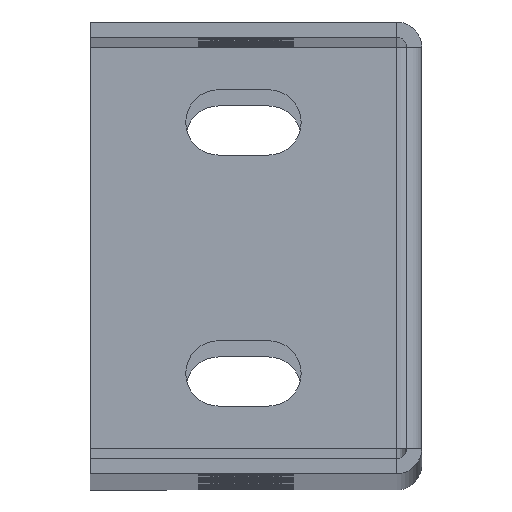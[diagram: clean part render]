
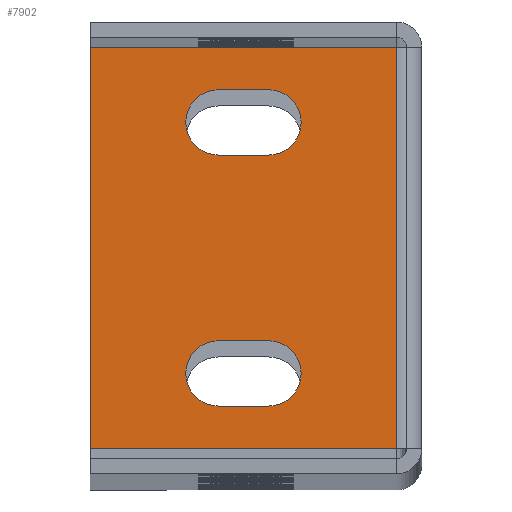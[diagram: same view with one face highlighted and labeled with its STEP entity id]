
A CAD part, top view. The second image highlights one B-rep face of the part: STEP entity #7902.
In plain terms, the highlighted planar face has unit normal (0, 0, 1).
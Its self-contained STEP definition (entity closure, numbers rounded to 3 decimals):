
#25 = VECTOR ( 'NONE', #4998, 1000. ) ;
#287 = VERTEX_POINT ( 'NONE', #4628 ) ;
#295 = VECTOR ( 'NONE', #14227, 1000. ) ;
#355 = DIRECTION ( 'NONE',  ( 0., 0., -1. ) ) ;
#411 = LINE ( 'NONE', #6037, #6006 ) ;
#495 = LINE ( 'NONE', #13467, #25 ) ;
#604 = CIRCLE ( 'NONE', #3261, 3.25 ) ;
#1015 = VECTOR ( 'NONE', #3198, 1000. ) ;
#1244 = EDGE_CURVE ( 'NONE', #13413, #1309, #411, .T. ) ;
#1286 = DIRECTION ( 'NONE',  ( -1., 0., 0. ) ) ;
#1309 = VERTEX_POINT ( 'NONE', #12106 ) ;
#1893 = CARTESIAN_POINT ( 'NONE',  ( -20.25, -10., 923.5 ) ) ;
#1926 = CARTESIAN_POINT ( 'NONE',  ( 0., -2.5, 923.5 ) ) ;
#2264 = ORIENTED_EDGE ( 'NONE', *, *, #14657, .T. ) ;
#2368 = EDGE_CURVE ( 'NONE', #11004, #16500, #14319, .T. ) ;
#2566 = DIRECTION ( 'NONE',  ( 0., 0., -1. ) ) ;
#2634 = CARTESIAN_POINT ( 'NONE',  ( -23.5, -35., 923.5 ) ) ;
#2863 = LINE ( 'NONE', #10991, #4365 ) ;
#3081 = LINE ( 'NONE', #17176, #295 ) ;
#3198 = DIRECTION ( 'NONE',  ( 0., -1., 0. ) ) ;
#3243 = CIRCLE ( 'NONE', #13535, 3.25 ) ;
#3261 = AXIS2_PLACEMENT_3D ( 'NONE', #10909, #17887, #3994 ) ;
#3282 = DIRECTION ( 'NONE',  ( 0., 0., -1. ) ) ;
#3388 = CARTESIAN_POINT ( 'NONE',  ( -20.25, -38.25, 923.5 ) ) ;
#3404 = ORIENTED_EDGE ( 'NONE', *, *, #9570, .T. ) ;
#3709 = CARTESIAN_POINT ( 'NONE',  ( -20.25, -13.25, 923.5 ) ) ;
#3767 = DIRECTION ( 'NONE',  ( -1., 0., 0. ) ) ;
#3774 = ORIENTED_EDGE ( 'NONE', *, *, #12501, .T. ) ;
#3994 = DIRECTION ( 'NONE',  ( -1., 0., 0. ) ) ;
#4365 = VECTOR ( 'NONE', #16592, 1000. ) ;
#4371 = LINE ( 'NONE', #11573, #13269 ) ;
#4515 = EDGE_CURVE ( 'NONE', #6882, #13413, #13940, .T. ) ;
#4628 = CARTESIAN_POINT ( 'NONE',  ( -33., -2.5, 923.5 ) ) ;
#4998 = DIRECTION ( 'NONE',  ( 1., 0., 0. ) ) ;
#5050 = CIRCLE ( 'NONE', #16209, 3.25 ) ;
#5053 = EDGE_CURVE ( 'NONE', #1309, #5155, #17702, .T. ) ;
#5155 = VERTEX_POINT ( 'NONE', #17771 ) ;
#5288 = EDGE_LOOP ( 'NONE', ( #7858, #2264, #9308, #8801, #9417 ) ) ;
#5339 = EDGE_CURVE ( 'NONE', #16330, #287, #13161, .T. ) ;
#5652 = AXIS2_PLACEMENT_3D ( 'NONE', #9407, #2566, #3767 ) ;
#5883 = CARTESIAN_POINT ( 'NONE',  ( -20.25, -35., 923.5 ) ) ;
#6006 = VECTOR ( 'NONE', #10279, 1000. ) ;
#6037 = CARTESIAN_POINT ( 'NONE',  ( 0., -31.75, 923.5 ) ) ;
#6227 = DIRECTION ( 'NONE',  ( 0., 0., -1. ) ) ;
#6297 = ORIENTED_EDGE ( 'NONE', *, *, #7658, .F. ) ;
#6426 = EDGE_CURVE ( 'NONE', #5155, #8580, #2863, .T. ) ;
#6512 = CARTESIAN_POINT ( 'NONE',  ( -15.25, -13.25, 923.5 ) ) ;
#6882 = VERTEX_POINT ( 'NONE', #2634 ) ;
#7087 = VECTOR ( 'NONE', #15981, 1000. ) ;
#7280 = LINE ( 'NONE', #11773, #1015 ) ;
#7350 = DIRECTION ( 'NONE',  ( -1., 0., 0. ) ) ;
#7451 = AXIS2_PLACEMENT_3D ( 'NONE', #12090, #17696, #7680 ) ;
#7512 = ORIENTED_EDGE ( 'NONE', *, *, #5053, .T. ) ;
#7658 = EDGE_CURVE ( 'NONE', #16330, #12794, #3081, .T. ) ;
#7680 = DIRECTION ( 'NONE',  ( -1., 0., 0. ) ) ;
#7858 = ORIENTED_EDGE ( 'NONE', *, *, #2368, .T. ) ;
#7902 = ADVANCED_FACE ( 'NONE', ( #12344, #18046, #15388 ), #9787, .F. ) ;
#8030 = CIRCLE ( 'NONE', #7451, 3.25 ) ;
#8502 = CARTESIAN_POINT ( 'NONE',  ( 0., 0., 923.5 ) ) ;
#8580 = VERTEX_POINT ( 'NONE', #3388 ) ;
#8773 = DIRECTION ( 'NONE',  ( -1., 0., 0. ) ) ;
#8786 = EDGE_CURVE ( 'NONE', #13963, #15962, #4371, .T. ) ;
#8801 = ORIENTED_EDGE ( 'NONE', *, *, #10143, .T. ) ;
#9233 = EDGE_LOOP ( 'NONE', ( #6297, #16941, #3774, #9621 ) ) ;
#9308 = ORIENTED_EDGE ( 'NONE', *, *, #8786, .T. ) ;
#9407 = CARTESIAN_POINT ( 'NONE',  ( -15.25, -35., 923.5 ) ) ;
#9417 = ORIENTED_EDGE ( 'NONE', *, *, #10273, .T. ) ;
#9570 = EDGE_CURVE ( 'NONE', #8580, #6882, #5050, .T. ) ;
#9621 = ORIENTED_EDGE ( 'NONE', *, *, #10506, .T. ) ;
#9787 = PLANE ( 'NONE',  #17656 ) ;
#9955 = ORIENTED_EDGE ( 'NONE', *, *, #6426, .T. ) ;
#10013 = EDGE_LOOP ( 'NONE', ( #15460, #7512, #9955, #3404, #10386 ) ) ;
#10143 = EDGE_CURVE ( 'NONE', #15962, #10754, #3243, .T. ) ;
#10250 = CARTESIAN_POINT ( 'NONE',  ( -20.25, -6.75, 923.5 ) ) ;
#10273 = EDGE_CURVE ( 'NONE', #10754, #11004, #604, .T. ) ;
#10279 = DIRECTION ( 'NONE',  ( 1., 0., 0. ) ) ;
#10386 = ORIENTED_EDGE ( 'NONE', *, *, #4515, .T. ) ;
#10506 = EDGE_CURVE ( 'NONE', #11163, #12794, #495, .T. ) ;
#10699 = CARTESIAN_POINT ( 'NONE',  ( -2.5, -2.5, 923.5 ) ) ;
#10754 = VERTEX_POINT ( 'NONE', #14009 ) ;
#10909 = CARTESIAN_POINT ( 'NONE',  ( -20.25, -10., 923.5 ) ) ;
#10991 = CARTESIAN_POINT ( 'NONE',  ( 0., -38.25, 923.5 ) ) ;
#11004 = VERTEX_POINT ( 'NONE', #10250 ) ;
#11163 = VERTEX_POINT ( 'NONE', #17854 ) ;
#11573 = CARTESIAN_POINT ( 'NONE',  ( 0., -13.25, 923.5 ) ) ;
#11773 = CARTESIAN_POINT ( 'NONE',  ( -33., 0., 923.5 ) ) ;
#11929 = CARTESIAN_POINT ( 'NONE',  ( 0., -6.75, 923.5 ) ) ;
#12090 = CARTESIAN_POINT ( 'NONE',  ( -15.25, -10., 923.5 ) ) ;
#12106 = CARTESIAN_POINT ( 'NONE',  ( -15.25, -31.75, 923.5 ) ) ;
#12344 = FACE_BOUND ( 'NONE', #10013, .T. ) ;
#12501 = EDGE_CURVE ( 'NONE', #287, #11163, #7280, .T. ) ;
#12759 = DIRECTION ( 'NONE',  ( -1., 0., 0. ) ) ;
#12794 = VERTEX_POINT ( 'NONE', #13864 ) ;
#13161 = LINE ( 'NONE', #1926, #13583 ) ;
#13269 = VECTOR ( 'NONE', #12759, 1000. ) ;
#13413 = VERTEX_POINT ( 'NONE', #16201 ) ;
#13467 = CARTESIAN_POINT ( 'NONE',  ( 0., -42.5, 923.5 ) ) ;
#13535 = AXIS2_PLACEMENT_3D ( 'NONE', #1893, #6227, #15988 ) ;
#13583 = VECTOR ( 'NONE', #15842, 1000. ) ;
#13864 = CARTESIAN_POINT ( 'NONE',  ( -2.5, -42.5, 923.5 ) ) ;
#13940 = CIRCLE ( 'NONE', #16298, 3.25 ) ;
#13963 = VERTEX_POINT ( 'NONE', #6512 ) ;
#14009 = CARTESIAN_POINT ( 'NONE',  ( -23.5, -10., 923.5 ) ) ;
#14227 = DIRECTION ( 'NONE',  ( 0., -1., 0. ) ) ;
#14319 = LINE ( 'NONE', #11929, #7087 ) ;
#14657 = EDGE_CURVE ( 'NONE', #16500, #13963, #8030, .T. ) ;
#15381 = CARTESIAN_POINT ( 'NONE',  ( -15.25, -6.75, 923.5 ) ) ;
#15388 = FACE_OUTER_BOUND ( 'NONE', #9233, .T. ) ;
#15460 = ORIENTED_EDGE ( 'NONE', *, *, #1244, .T. ) ;
#15842 = DIRECTION ( 'NONE',  ( -1., 0., 0. ) ) ;
#15962 = VERTEX_POINT ( 'NONE', #3709 ) ;
#15981 = DIRECTION ( 'NONE',  ( 1., 0., 0. ) ) ;
#15988 = DIRECTION ( 'NONE',  ( -1., 0., 0. ) ) ;
#16201 = CARTESIAN_POINT ( 'NONE',  ( -20.25, -31.75, 923.5 ) ) ;
#16209 = AXIS2_PLACEMENT_3D ( 'NONE', #5883, #355, #8773 ) ;
#16298 = AXIS2_PLACEMENT_3D ( 'NONE', #17094, #3282, #7350 ) ;
#16330 = VERTEX_POINT ( 'NONE', #10699 ) ;
#16500 = VERTEX_POINT ( 'NONE', #15381 ) ;
#16592 = DIRECTION ( 'NONE',  ( -1., 0., 0. ) ) ;
#16674 = DIRECTION ( 'NONE',  ( 0., 0., -1. ) ) ;
#16941 = ORIENTED_EDGE ( 'NONE', *, *, #5339, .T. ) ;
#17094 = CARTESIAN_POINT ( 'NONE',  ( -20.25, -35., 923.5 ) ) ;
#17176 = CARTESIAN_POINT ( 'NONE',  ( -2.5, -42.5, 923.5 ) ) ;
#17656 = AXIS2_PLACEMENT_3D ( 'NONE', #8502, #16674, #1286 ) ;
#17696 = DIRECTION ( 'NONE',  ( 0., 0., -1. ) ) ;
#17702 = CIRCLE ( 'NONE', #5652, 3.25 ) ;
#17771 = CARTESIAN_POINT ( 'NONE',  ( -15.25, -38.25, 923.5 ) ) ;
#17854 = CARTESIAN_POINT ( 'NONE',  ( -33., -42.5, 923.5 ) ) ;
#17887 = DIRECTION ( 'NONE',  ( 0., 0., -1. ) ) ;
#18046 = FACE_BOUND ( 'NONE', #5288, .T. ) ;
